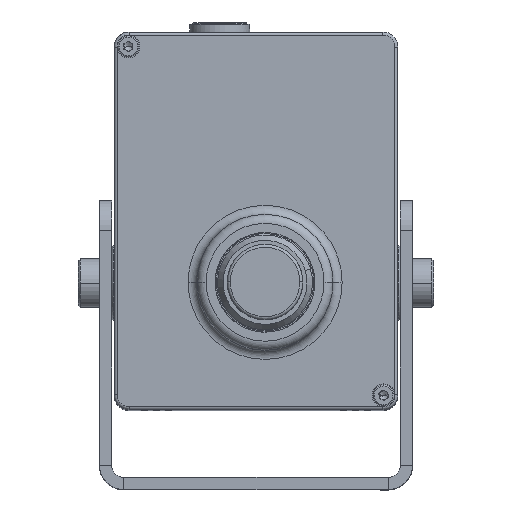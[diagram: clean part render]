
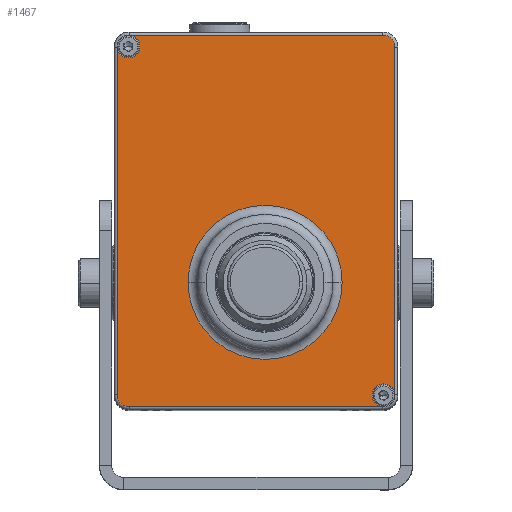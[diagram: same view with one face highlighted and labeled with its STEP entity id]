
A CAD part, top view. The second image highlights one B-rep face of the part: STEP entity #1467.
In plain terms, the highlighted face is planar.
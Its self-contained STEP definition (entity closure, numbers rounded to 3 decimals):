
#368 = AXIS2_PLACEMENT_3D ( 'NONE', #11753, #35088, #8521 ) ;
#535 = DIRECTION ( 'NONE',  ( -1., 0., 0. ) ) ;
#550 = CARTESIAN_POINT ( 'NONE',  ( 42., 57.5, 0. ) ) ;
#686 = CARTESIAN_POINT ( 'NONE',  ( 42., 61.5, 0. ) ) ;
#749 = VERTEX_POINT ( 'NONE', #3331 ) ;
#1274 = DIRECTION ( 'NONE',  ( 0., 0., -1. ) ) ;
#1441 = VERTEX_POINT ( 'NONE', #20395 ) ;
#1467 = ADVANCED_FACE ( 'NONE', ( #16913, #24857 ), #32055, .T. ) ;
#2173 = VERTEX_POINT ( 'NONE', #28048 ) ;
#2408 = AXIS2_PLACEMENT_3D ( 'NONE', #30202, #33930, #45857 ) ;
#2480 = EDGE_CURVE ( 'NONE', #38218, #8301, #17736, .T. ) ;
#3211 = CIRCLE ( 'NONE', #2408, 3.75 ) ;
#3331 = CARTESIAN_POINT ( 'NONE',  ( 38.5, 57.75, 0. ) ) ;
#3483 = DIRECTION ( 'NONE',  ( 0., 0., -1. ) ) ;
#3694 = ORIENTED_EDGE ( 'NONE', *, *, #11643, .F. ) ;
#3738 = VERTEX_POINT ( 'NONE', #38952 ) ;
#3894 = EDGE_CURVE ( 'NONE', #44082, #30730, #40054, .T. ) ;
#3946 = EDGE_CURVE ( 'NONE', #19627, #9434, #41646, .T. ) ;
#4023 = CARTESIAN_POINT ( 'NONE',  ( -42., -61.5, 0. ) ) ;
#5142 = VECTOR ( 'NONE', #41762, 1000. ) ;
#5383 = DIRECTION ( 'NONE',  ( 0., 0., -1. ) ) ;
#6634 = ORIENTED_EDGE ( 'NONE', *, *, #24220, .T. ) ;
#8012 = ORIENTED_EDGE ( 'NONE', *, *, #16098, .T. ) ;
#8212 = LINE ( 'NONE', #19656, #5142 ) ;
#8301 = VERTEX_POINT ( 'NONE', #37046 ) ;
#8446 = DIRECTION ( 'NONE',  ( 0., 0., -1. ) ) ;
#8479 = DIRECTION ( 'NONE',  ( 0., 0., -1. ) ) ;
#8521 = DIRECTION ( 'NONE',  ( -1., 0., 0. ) ) ;
#9434 = VERTEX_POINT ( 'NONE', #13518 ) ;
#9606 = CARTESIAN_POINT ( 'NONE',  ( -42., -57.5, 0. ) ) ;
#10179 = DIRECTION ( 'NONE',  ( -1., 0., 0. ) ) ;
#10943 = DIRECTION ( 'NONE',  ( -1., 0., 0. ) ) ;
#11000 = DIRECTION ( 'NONE',  ( -1., 0., 0. ) ) ;
#11491 = AXIS2_PLACEMENT_3D ( 'NONE', #9606, #5383, #36449 ) ;
#11559 = DIRECTION ( 'NONE',  ( 0., 0., 1. ) ) ;
#11643 = EDGE_CURVE ( 'NONE', #44082, #26275, #43703, .T. ) ;
#11753 = CARTESIAN_POINT ( 'NONE',  ( -3., -20.358, 0. ) ) ;
#12090 = ORIENTED_EDGE ( 'NONE', *, *, #23226, .F. ) ;
#12617 = AXIS2_PLACEMENT_3D ( 'NONE', #42528, #39042, #535 ) ;
#12684 = CARTESIAN_POINT ( 'NONE',  ( -42.25, -57.75, 0. ) ) ;
#12846 = CARTESIAN_POINT ( 'NONE',  ( 42.127, 61.498, 0. ) ) ;
#13075 = CIRCLE ( 'NONE', #368, 25.5 ) ;
#13152 = CARTESIAN_POINT ( 'NONE',  ( 42., 57.5, 0. ) ) ;
#13518 = CARTESIAN_POINT ( 'NONE',  ( -42.127, -61.498, 0. ) ) ;
#13586 = DIRECTION ( 'NONE',  ( -1., 0., 0. ) ) ;
#14598 = AXIS2_PLACEMENT_3D ( 'NONE', #41879, #11559, #40890 ) ;
#15184 = VECTOR ( 'NONE', #28996, 1000. ) ;
#16098 = EDGE_CURVE ( 'NONE', #1441, #45178, #20414, .T. ) ;
#16913 = FACE_BOUND ( 'NONE', #36471, .T. ) ;
#17736 = CIRCLE ( 'NONE', #39130, 4. ) ;
#19005 = ORIENTED_EDGE ( 'NONE', *, *, #46457, .T. ) ;
#19627 = VERTEX_POINT ( 'NONE', #44711 ) ;
#19656 = CARTESIAN_POINT ( 'NONE',  ( -46., 57.5, 0. ) ) ;
#20004 = CIRCLE ( 'NONE', #35052, 4. ) ;
#20249 = VECTOR ( 'NONE', #23172, 1000. ) ;
#20395 = CARTESIAN_POINT ( 'NONE',  ( 45.998, 57.627, 0. ) ) ;
#20414 = CIRCLE ( 'NONE', #48187, 4. ) ;
#22134 = DIRECTION ( 'NONE',  ( 0., 0., -1. ) ) ;
#22188 = EDGE_CURVE ( 'NONE', #749, #27643, #38319, .T. ) ;
#23172 = DIRECTION ( 'NONE',  ( 1., 0., 0. ) ) ;
#23226 = EDGE_CURVE ( 'NONE', #26275, #9434, #3211, .T. ) ;
#23601 = DIRECTION ( 'NONE',  ( -1., 0., 0. ) ) ;
#23846 = AXIS2_PLACEMENT_3D ( 'NONE', #12684, #8479, #45755 ) ;
#23980 = VERTEX_POINT ( 'NONE', #686 ) ;
#24022 = CARTESIAN_POINT ( 'NONE',  ( -42., -57.5, 0. ) ) ;
#24220 = EDGE_CURVE ( 'NONE', #45178, #3738, #25502, .T. ) ;
#24857 = FACE_OUTER_BOUND ( 'NONE', #29743, .T. ) ;
#25502 = LINE ( 'NONE', #36453, #15184 ) ;
#26057 = ORIENTED_EDGE ( 'NONE', *, *, #28811, .F. ) ;
#26275 = VERTEX_POINT ( 'NONE', #37723 ) ;
#26615 = EDGE_CURVE ( 'NONE', #2173, #27955, #34438, .T. ) ;
#27200 = EDGE_CURVE ( 'NONE', #8301, #23980, #32289, .T. ) ;
#27204 = ORIENTED_EDGE ( 'NONE', *, *, #3946, .T. ) ;
#27643 = VERTEX_POINT ( 'NONE', #12846 ) ;
#27955 = VERTEX_POINT ( 'NONE', #41887 ) ;
#28048 = CARTESIAN_POINT ( 'NONE',  ( 22.5, -20.358, 0. ) ) ;
#28173 = ORIENTED_EDGE ( 'NONE', *, *, #39972, .T. ) ;
#28604 = EDGE_CURVE ( 'NONE', #27955, #2173, #13075, .T. ) ;
#28811 = EDGE_CURVE ( 'NONE', #1441, #749, #30527, .T. ) ;
#28867 = EDGE_CURVE ( 'NONE', #30730, #38218, #8212, .T. ) ;
#28996 = DIRECTION ( 'NONE',  ( 0., -1., 0. ) ) ;
#29350 = DIRECTION ( 'NONE',  ( -1., 0., 0. ) ) ;
#29743 = EDGE_LOOP ( 'NONE', ( #26057, #8012, #6634, #28173, #39267, #27204, #12090, #3694, #47443, #31686, #30144, #32249, #19005, #44110 ) ) ;
#30144 = ORIENTED_EDGE ( 'NONE', *, *, #2480, .T. ) ;
#30202 = CARTESIAN_POINT ( 'NONE',  ( -42.25, -57.75, 0. ) ) ;
#30380 = CARTESIAN_POINT ( 'NONE',  ( -45.998, -57.627, 0. ) ) ;
#30527 = CIRCLE ( 'NONE', #43231, 3.75 ) ;
#30730 = VERTEX_POINT ( 'NONE', #40157 ) ;
#30879 = CARTESIAN_POINT ( 'NONE',  ( 42., 61.5, 0. ) ) ;
#31072 = VERTEX_POINT ( 'NONE', #36132 ) ;
#31392 = EDGE_CURVE ( 'NONE', #31072, #19627, #41808, .T. ) ;
#31686 = ORIENTED_EDGE ( 'NONE', *, *, #28867, .T. ) ;
#31820 = DIRECTION ( 'NONE',  ( 0., 0., -1. ) ) ;
#32055 = PLANE ( 'NONE',  #42257 ) ;
#32249 = ORIENTED_EDGE ( 'NONE', *, *, #27200, .T. ) ;
#32289 = LINE ( 'NONE', #30879, #20249 ) ;
#32743 = AXIS2_PLACEMENT_3D ( 'NONE', #48238, #22134, #10943 ) ;
#33930 = DIRECTION ( 'NONE',  ( 0., 0., -1. ) ) ;
#34438 = CIRCLE ( 'NONE', #14598, 25.5 ) ;
#34899 = DIRECTION ( 'NONE',  ( -1., 0., 0. ) ) ;
#35052 = AXIS2_PLACEMENT_3D ( 'NONE', #13152, #8446, #23601 ) ;
#35088 = DIRECTION ( 'NONE',  ( 0., 0., 1. ) ) ;
#35291 = ORIENTED_EDGE ( 'NONE', *, *, #28604, .T. ) ;
#36132 = CARTESIAN_POINT ( 'NONE',  ( 42., -61.5, 0. ) ) ;
#36449 = DIRECTION ( 'NONE',  ( -1., 0., 0. ) ) ;
#36453 = CARTESIAN_POINT ( 'NONE',  ( 46., -57.5, 0. ) ) ;
#36471 = EDGE_LOOP ( 'NONE', ( #35291, #44745 ) ) ;
#37046 = CARTESIAN_POINT ( 'NONE',  ( -42., 61.5, 0. ) ) ;
#37723 = CARTESIAN_POINT ( 'NONE',  ( -38.5, -57.75, 0. ) ) ;
#38218 = VERTEX_POINT ( 'NONE', #47352 ) ;
#38319 = CIRCLE ( 'NONE', #32743, 3.75 ) ;
#38952 = CARTESIAN_POINT ( 'NONE',  ( 46., -57.5, 0. ) ) ;
#39042 = DIRECTION ( 'NONE',  ( 0., 0., -1. ) ) ;
#39130 = AXIS2_PLACEMENT_3D ( 'NONE', #42610, #43094, #34899 ) ;
#39189 = DIRECTION ( 'NONE',  ( 0., 0., -1. ) ) ;
#39267 = ORIENTED_EDGE ( 'NONE', *, *, #31392, .T. ) ;
#39972 = EDGE_CURVE ( 'NONE', #3738, #31072, #42002, .T. ) ;
#40054 = CIRCLE ( 'NONE', #11491, 4. ) ;
#40157 = CARTESIAN_POINT ( 'NONE',  ( -46., -57.5, 0. ) ) ;
#40890 = DIRECTION ( 'NONE',  ( -1., 0., 0. ) ) ;
#41646 = CIRCLE ( 'NONE', #48001, 4. ) ;
#41762 = DIRECTION ( 'NONE',  ( 0., 1., 0. ) ) ;
#41808 = LINE ( 'NONE', #4023, #43493 ) ;
#41879 = CARTESIAN_POINT ( 'NONE',  ( -3., -20.358, 0. ) ) ;
#41887 = CARTESIAN_POINT ( 'NONE',  ( -28.5, -20.358, 0. ) ) ;
#42002 = CIRCLE ( 'NONE', #12617, 4. ) ;
#42257 = AXIS2_PLACEMENT_3D ( 'NONE', #47476, #31820, #10179 ) ;
#42528 = CARTESIAN_POINT ( 'NONE',  ( 42., -57.5, 0. ) ) ;
#42610 = CARTESIAN_POINT ( 'NONE',  ( -42., 57.5, 0. ) ) ;
#43094 = DIRECTION ( 'NONE',  ( 0., 0., -1. ) ) ;
#43231 = AXIS2_PLACEMENT_3D ( 'NONE', #45494, #3483, #29350 ) ;
#43416 = CARTESIAN_POINT ( 'NONE',  ( 46., 57.5, 0. ) ) ;
#43493 = VECTOR ( 'NONE', #11000, 1000. ) ;
#43703 = CIRCLE ( 'NONE', #23846, 3.75 ) ;
#44082 = VERTEX_POINT ( 'NONE', #30380 ) ;
#44110 = ORIENTED_EDGE ( 'NONE', *, *, #22188, .F. ) ;
#44711 = CARTESIAN_POINT ( 'NONE',  ( -42., -61.5, 0. ) ) ;
#44745 = ORIENTED_EDGE ( 'NONE', *, *, #26615, .T. ) ;
#45178 = VERTEX_POINT ( 'NONE', #43416 ) ;
#45494 = CARTESIAN_POINT ( 'NONE',  ( 42.25, 57.75, 0. ) ) ;
#45755 = DIRECTION ( 'NONE',  ( -1., 0., 0. ) ) ;
#45857 = DIRECTION ( 'NONE',  ( -1., 0., 0. ) ) ;
#46457 = EDGE_CURVE ( 'NONE', #23980, #27643, #20004, .T. ) ;
#46745 = DIRECTION ( 'NONE',  ( -1., 0., 0. ) ) ;
#47352 = CARTESIAN_POINT ( 'NONE',  ( -46., 57.5, 0. ) ) ;
#47443 = ORIENTED_EDGE ( 'NONE', *, *, #3894, .T. ) ;
#47476 = CARTESIAN_POINT ( 'NONE',  ( 0., 0., 0. ) ) ;
#48001 = AXIS2_PLACEMENT_3D ( 'NONE', #24022, #39189, #13586 ) ;
#48187 = AXIS2_PLACEMENT_3D ( 'NONE', #550, #1274, #46745 ) ;
#48238 = CARTESIAN_POINT ( 'NONE',  ( 42.25, 57.75, 0. ) ) ;
